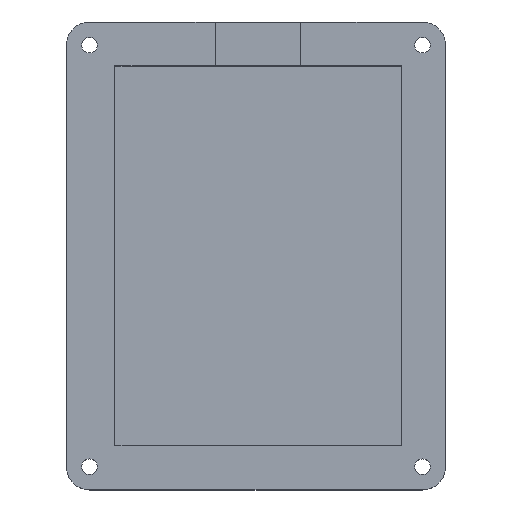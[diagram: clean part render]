
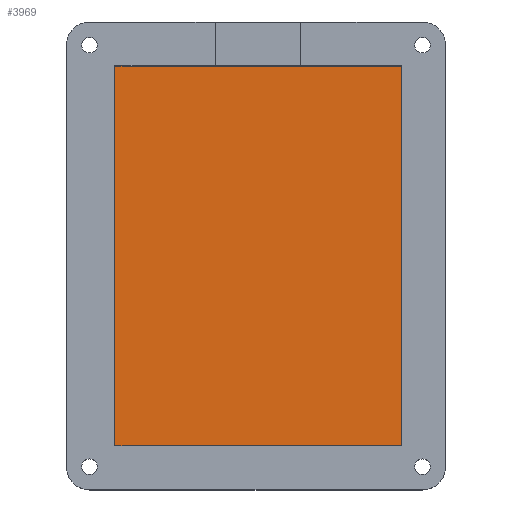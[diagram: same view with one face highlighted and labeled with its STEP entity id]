
A CAD part, top view. The second image highlights one B-rep face of the part: STEP entity #3969.
In plain terms, the highlighted planar face has unit normal (0, 0, 1).
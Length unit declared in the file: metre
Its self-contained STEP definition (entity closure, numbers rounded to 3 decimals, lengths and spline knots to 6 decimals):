
#284=LINE('',#5629,#643);
#289=LINE('',#5639,#648);
#292=LINE('',#5644,#651);
#294=LINE('',#5648,#653);
#643=VECTOR('',#4585,1.);
#648=VECTOR('',#4592,1.);
#651=VECTOR('',#4597,1.);
#653=VECTOR('',#4601,1.);
#1145=ORIENTED_EDGE('',*,*,#2319,.F.);
#1146=ORIENTED_EDGE('',*,*,#2314,.T.);
#1147=ORIENTED_EDGE('',*,*,#2324,.T.);
#1148=ORIENTED_EDGE('',*,*,#2322,.F.);
#2314=EDGE_CURVE('',#2912,#2913,#284,.T.);
#2319=EDGE_CURVE('',#2912,#2916,#289,.T.);
#2322=EDGE_CURVE('',#2916,#2917,#292,.T.);
#2324=EDGE_CURVE('',#2913,#2917,#294,.T.);
#2912=VERTEX_POINT('',#5630);
#2913=VERTEX_POINT('',#5631);
#2916=VERTEX_POINT('',#5640);
#2917=VERTEX_POINT('',#5645);
#3382=EDGE_LOOP('',(#1145,#1146,#1147,#1148));
#3639=FACE_BOUND('',#3382,.T.);
#3861=PLANE('',#4246);
#3969=ADVANCED_FACE('',(#3639),#3861,.T.);
#4246=AXIS2_PLACEMENT_3D('',#5649,#4602,#4603);
#4585=DIRECTION('',(0.,-1.,0.));
#4592=DIRECTION('',(1.,0.,0.));
#4597=DIRECTION('',(0.,-1.,0.));
#4601=DIRECTION('',(1.,0.,0.));
#4602=DIRECTION('',(0.,0.,1.));
#4603=DIRECTION('',(1.,0.,0.));
#5629=CARTESIAN_POINT('',(-0.133073,-0.021651,0.003));
#5630=CARTESIAN_POINT('',(-0.133073,0.019449,0.003));
#5631=CARTESIAN_POINT('',(-0.133073,-0.062751,0.003));
#5639=CARTESIAN_POINT('',(-0.102073,0.019449,0.003));
#5640=CARTESIAN_POINT('',(-0.071073,0.019449,0.003));
#5644=CARTESIAN_POINT('',(-0.071073,-0.021651,0.003));
#5645=CARTESIAN_POINT('',(-0.071073,-0.062751,0.003));
#5648=CARTESIAN_POINT('',(-0.102073,-0.062751,0.003));
#5649=CARTESIAN_POINT('',(-0.102573,-0.021651,0.003));
